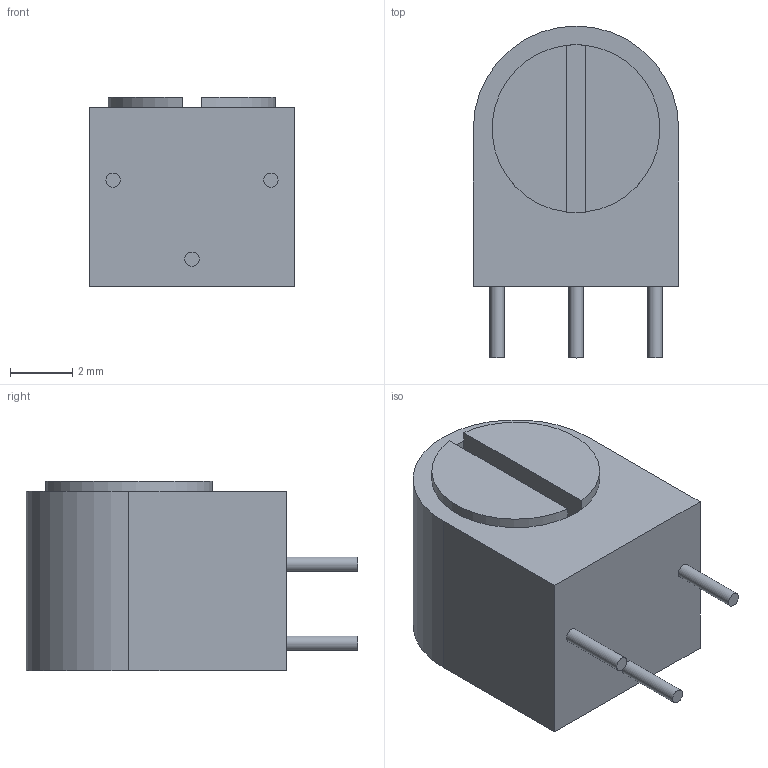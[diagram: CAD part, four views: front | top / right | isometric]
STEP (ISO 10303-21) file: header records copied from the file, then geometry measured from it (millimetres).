
FILE_DESCRIPTION(/* description */ ('Alibre Inc.'),/* implementation_level */ '2;1');
FILE_NAME(/* name */ 'export-31EE2561-7344-4723-96FD-B01E3E930808',/* time_stamp */ '2020-04-29T13:10:47-04:00',/* author */ (''),/* organization */ (''),/* preprocessor_version */ 'ST-DEVELOPER v17',/* originating_system */ 'Alibre',/* authorisation */ '');
FILE_SCHEMA (('AUTOMOTIVE_DESIGN'));
Length unit declared in the file: inch
Bounding box: 6.6 x 10.67 x 6.1 mm (x, y, z)
Volume: 297.4 mm3; surface area: 284.6 mm2
Topology: 1 solids, 1 shells, 21 faces, 41 edges, 26 vertices
Faces by surface type: plane 13, cylinder 8
Full cylindrical faces by diameter (mm): 0.457 x3
Entity records: 499 total; most frequent: CARTESIAN_POINT 79, ORIENTED_EDGE 76, DIRECTION 72, EDGE_CURVE 38, AXIS2_PLACEMENT_3D 31, EDGE_LOOP 28, FACE_BOUND 28, VERTEX_POINT 26
